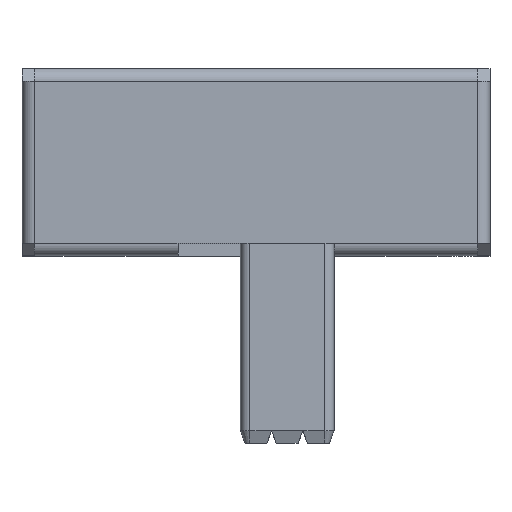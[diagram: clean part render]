
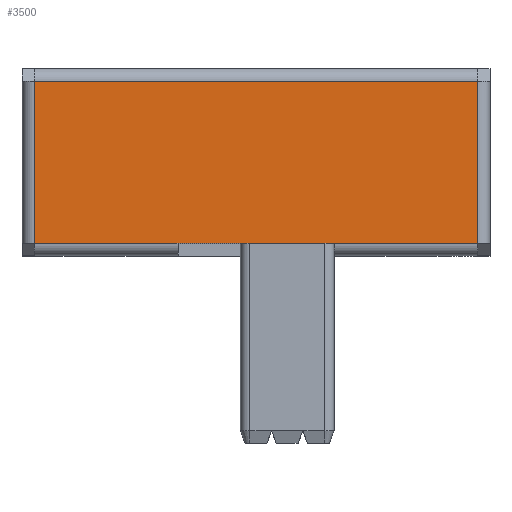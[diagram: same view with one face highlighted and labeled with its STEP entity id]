
A CAD part, top view. The second image highlights one B-rep face of the part: STEP entity #3500.
In plain terms, the highlighted planar face has unit normal (0, 0, 1).
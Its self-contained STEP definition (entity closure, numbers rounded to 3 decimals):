
#325=FACE_OUTER_BOUND('',#540,.T.);
#540=EDGE_LOOP('',(#3102,#3103,#3104,#3105,#3106,#3107));
#647=LINE('',#4982,#1066);
#917=LINE('',#5629,#1336);
#920=LINE('',#5638,#1339);
#933=LINE('',#5665,#1352);
#936=LINE('',#5672,#1355);
#949=LINE('',#5695,#1368);
#1066=VECTOR('',#3998,5.);
#1336=VECTOR('',#4622,5.2);
#1339=VECTOR('',#4631,14.2);
#1352=VECTOR('',#4656,4.6);
#1355=VECTOR('',#4665,4.6);
#1368=VECTOR('',#4688,5.2);
#1458=VERTEX_POINT('',#4979);
#1459=VERTEX_POINT('',#4981);
#1658=VERTEX_POINT('',#5625);
#1659=VERTEX_POINT('',#5627);
#1662=VERTEX_POINT('',#5636);
#1668=VERTEX_POINT('',#5659);
#1790=EDGE_CURVE('',#1459,#1458,#647,.T.);
#2106=EDGE_CURVE('',#1659,#1658,#917,.T.);
#2110=EDGE_CURVE('',#1662,#1659,#920,.T.);
#2126=EDGE_CURVE('',#1459,#1668,#933,.T.);
#2130=EDGE_CURVE('',#1658,#1458,#936,.T.);
#2145=EDGE_CURVE('',#1668,#1662,#949,.T.);
#3102=ORIENTED_EDGE('',*,*,#2106,.F.);
#3103=ORIENTED_EDGE('',*,*,#2110,.F.);
#3104=ORIENTED_EDGE('',*,*,#2145,.F.);
#3105=ORIENTED_EDGE('',*,*,#2126,.F.);
#3106=ORIENTED_EDGE('',*,*,#1790,.T.);
#3107=ORIENTED_EDGE('',*,*,#2130,.F.);
#3299=PLANE('',#3789);
#3500=ADVANCED_FACE('',(#325),#3299,.T.);
#3789=AXIS2_PLACEMENT_3D('',#5730,#4739,#4740);
#3998=DIRECTION('',(1.,0.,0.));
#4622=DIRECTION('',(0.,-1.,0.));
#4631=DIRECTION('',(1.,0.,0.));
#4656=DIRECTION('',(-1.,0.,0.));
#4665=DIRECTION('',(-1.,0.,0.));
#4688=DIRECTION('',(0.,1.,0.));
#4739=DIRECTION('center_axis',(0.,0.,1.));
#4740=DIRECTION('ref_axis',(1.,0.,0.));
#4979=CARTESIAN_POINT('',(2.5,-2.6,0.4));
#4981=CARTESIAN_POINT('',(-2.5,-2.6,0.4));
#4982=CARTESIAN_POINT('',(-2.5,-2.6,0.4));
#5625=CARTESIAN_POINT('',(7.1,-2.6,0.4));
#5627=CARTESIAN_POINT('',(7.1,2.6,0.4));
#5629=CARTESIAN_POINT('',(7.1,2.6,0.4));
#5636=CARTESIAN_POINT('',(-7.1,2.6,0.4));
#5638=CARTESIAN_POINT('',(-7.1,2.6,0.4));
#5659=CARTESIAN_POINT('',(-7.1,-2.6,0.4));
#5665=CARTESIAN_POINT('',(-2.5,-2.6,0.4));
#5672=CARTESIAN_POINT('',(7.1,-2.6,0.4));
#5695=CARTESIAN_POINT('',(-7.1,-2.6,0.4));
#5730=CARTESIAN_POINT('Origin',(0.,0.,0.4));
